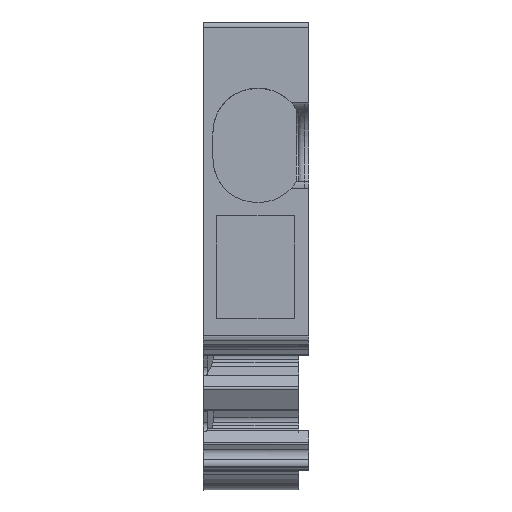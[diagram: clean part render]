
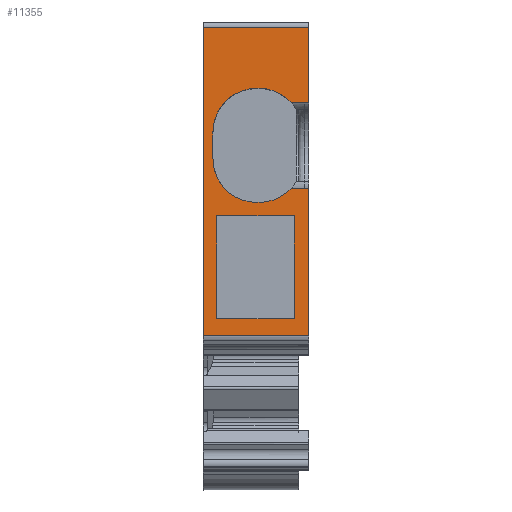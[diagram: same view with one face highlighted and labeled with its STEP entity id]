
A CAD part, top view. The second image highlights one B-rep face of the part: STEP entity #11355.
In plain terms, the highlighted planar face has unit normal (0, 0, 1).
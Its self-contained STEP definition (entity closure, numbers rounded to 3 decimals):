
#11205=AXIS2_PLACEMENT_3D('Plane Axis2P3D',#11202,#11203,#11204) ;
#11209=AXIS2_PLACEMENT_3D('Circle Axis2P3D',#11207,#11208,$) ;
#11225=AXIS2_PLACEMENT_3D('Circle Axis2P3D',#11223,#11224,$) ;
#11232=AXIS2_PLACEMENT_3D('Circle Axis2P3D',#11230,#11231,$) ;
#11246=AXIS2_PLACEMENT_3D('Circle Axis2P3D',#11244,#11245,$) ;
#11284=AXIS2_PLACEMENT_3D('Circle Axis2P3D',#11282,#11283,$) ;
#11298=AXIS2_PLACEMENT_3D('Circle Axis2P3D',#11296,#11297,$) ;
#7713=CARTESIAN_POINT('Vertex',(0.,7.434,40.75)) ;
#7716=CARTESIAN_POINT('Line Origine',(0.,14.867,40.75)) ;
#7720=CARTESIAN_POINT('Vertex',(0.,22.3,40.75)) ;
#9043=CARTESIAN_POINT('Vertex',(5.1,22.3,40.75)) ;
#9046=CARTESIAN_POINT('Line Origine',(5.1,20.487,40.75)) ;
#9050=CARTESIAN_POINT('Vertex',(5.1,18.675,40.75)) ;
#9109=CARTESIAN_POINT('Vertex',(5.1,14.525,40.75)) ;
#9112=CARTESIAN_POINT('Line Origine',(5.1,10.979,40.75)) ;
#9116=CARTESIAN_POINT('Vertex',(5.1,7.434,40.75)) ;
#11189=CARTESIAN_POINT('Line Origine',(2.55,7.434,40.75)) ;
#11202=CARTESIAN_POINT('Axis2P3D Location',(0.,22.3,40.75)) ;
#11207=CARTESIAN_POINT('Axis2P3D Location',(2.575,15.95,40.75)) ;
#11211=CARTESIAN_POINT('Vertex',(0.475,15.95,40.75)) ;
#11213=CARTESIAN_POINT('Vertex',(1.032,14.525,40.75)) ;
#11216=CARTESIAN_POINT('Line Origine',(0.475,16.6,40.75)) ;
#11220=CARTESIAN_POINT('Vertex',(0.475,17.25,40.75)) ;
#11223=CARTESIAN_POINT('Axis2P3D Location',(2.575,17.25,40.75)) ;
#11227=CARTESIAN_POINT('Vertex',(1.032,18.675,40.75)) ;
#11230=CARTESIAN_POINT('Axis2P3D Location',(2.575,17.25,40.75)) ;
#11234=CARTESIAN_POINT('Vertex',(2.575,19.35,40.75)) ;
#11237=CARTESIAN_POINT('Line Origine',(2.637,19.35,40.75)) ;
#11241=CARTESIAN_POINT('Vertex',(2.7,19.35,40.75)) ;
#11244=CARTESIAN_POINT('Axis2P3D Location',(2.7,17.25,40.75)) ;
#11248=CARTESIAN_POINT('Vertex',(4.243,18.675,40.75)) ;
#11251=CARTESIAN_POINT('Line Origine',(4.571,18.675,40.75)) ;
#11255=CARTESIAN_POINT('Vertex',(4.9,18.675,40.75)) ;
#11258=CARTESIAN_POINT('Line Origine',(5.,18.675,40.75)) ;
#11263=CARTESIAN_POINT('Line Origine',(2.55,22.3,40.75)) ;
#11268=CARTESIAN_POINT('Line Origine',(5.,14.525,40.75)) ;
#11272=CARTESIAN_POINT('Vertex',(4.9,14.525,40.75)) ;
#11275=CARTESIAN_POINT('Line Origine',(4.571,14.525,40.75)) ;
#11279=CARTESIAN_POINT('Vertex',(4.243,14.525,40.75)) ;
#11282=CARTESIAN_POINT('Axis2P3D Location',(2.7,15.95,40.75)) ;
#11286=CARTESIAN_POINT('Vertex',(2.7,13.85,40.75)) ;
#11289=CARTESIAN_POINT('Line Origine',(2.637,13.85,40.75)) ;
#11293=CARTESIAN_POINT('Vertex',(2.575,13.85,40.75)) ;
#11296=CARTESIAN_POINT('Axis2P3D Location',(2.575,15.95,40.75)) ;
#11321=CARTESIAN_POINT('Line Origine',(2.525,8.245,40.75)) ;
#11325=CARTESIAN_POINT('Vertex',(0.65,8.245,40.75)) ;
#11327=CARTESIAN_POINT('Vertex',(4.4,8.245,40.75)) ;
#11330=CARTESIAN_POINT('Line Origine',(0.65,10.725,40.75)) ;
#11334=CARTESIAN_POINT('Vertex',(0.65,13.204,40.75)) ;
#11337=CARTESIAN_POINT('Line Origine',(2.525,13.204,40.75)) ;
#11341=CARTESIAN_POINT('Vertex',(4.4,13.204,40.75)) ;
#11344=CARTESIAN_POINT('Line Origine',(4.4,10.725,40.75)) ;
#7717=DIRECTION('Vector Direction',(0.,-1.,0.)) ;
#9047=DIRECTION('Vector Direction',(0.,-1.,0.)) ;
#9113=DIRECTION('Vector Direction',(0.,-1.,0.)) ;
#11190=DIRECTION('Vector Direction',(1.,0.,0.)) ;
#11203=DIRECTION('Axis2P3D Direction',(0.,0.,1.)) ;
#11204=DIRECTION('Axis2P3D XDirection',(0.,-1.,0.)) ;
#11208=DIRECTION('Axis2P3D Direction',(0.,0.,1.)) ;
#11217=DIRECTION('Vector Direction',(0.,-1.,0.)) ;
#11224=DIRECTION('Axis2P3D Direction',(0.,0.,1.)) ;
#11231=DIRECTION('Axis2P3D Direction',(0.,0.,1.)) ;
#11238=DIRECTION('Vector Direction',(-1.,0.,0.)) ;
#11245=DIRECTION('Axis2P3D Direction',(0.,0.,1.)) ;
#11252=DIRECTION('Vector Direction',(-1.,0.,0.)) ;
#11259=DIRECTION('Vector Direction',(1.,0.,0.)) ;
#11264=DIRECTION('Vector Direction',(1.,0.,0.)) ;
#11269=DIRECTION('Vector Direction',(1.,0.,0.)) ;
#11276=DIRECTION('Vector Direction',(-1.,0.,0.)) ;
#11283=DIRECTION('Axis2P3D Direction',(0.,0.,1.)) ;
#11290=DIRECTION('Vector Direction',(1.,0.,0.)) ;
#11297=DIRECTION('Axis2P3D Direction',(0.,0.,1.)) ;
#11322=DIRECTION('Vector Direction',(1.,0.,0.)) ;
#11331=DIRECTION('Vector Direction',(0.,-1.,0.)) ;
#11338=DIRECTION('Vector Direction',(1.,0.,0.)) ;
#11345=DIRECTION('Vector Direction',(0.,-1.,0.)) ;
#7718=VECTOR('Line Direction',#7717,1.) ;
#9048=VECTOR('Line Direction',#9047,1.) ;
#9114=VECTOR('Line Direction',#9113,1.) ;
#11191=VECTOR('Line Direction',#11190,1.) ;
#11218=VECTOR('Line Direction',#11217,1.) ;
#11239=VECTOR('Line Direction',#11238,1.) ;
#11253=VECTOR('Line Direction',#11252,1.) ;
#11260=VECTOR('Line Direction',#11259,1.) ;
#11265=VECTOR('Line Direction',#11264,1.) ;
#11270=VECTOR('Line Direction',#11269,1.) ;
#11277=VECTOR('Line Direction',#11276,1.) ;
#11291=VECTOR('Line Direction',#11290,1.) ;
#11323=VECTOR('Line Direction',#11322,1.) ;
#11332=VECTOR('Line Direction',#11331,1.) ;
#11339=VECTOR('Line Direction',#11338,1.) ;
#11346=VECTOR('Line Direction',#11345,1.) ;
#11302=ORIENTED_EDGE('',*,*,#11215,.F.) ;
#11303=ORIENTED_EDGE('',*,*,#11222,.F.) ;
#11304=ORIENTED_EDGE('',*,*,#11229,.F.) ;
#11305=ORIENTED_EDGE('',*,*,#11236,.F.) ;
#11306=ORIENTED_EDGE('',*,*,#11243,.F.) ;
#11307=ORIENTED_EDGE('',*,*,#11250,.F.) ;
#11308=ORIENTED_EDGE('',*,*,#11257,.F.) ;
#11309=ORIENTED_EDGE('',*,*,#11262,.T.) ;
#11310=ORIENTED_EDGE('',*,*,#9052,.F.) ;
#11311=ORIENTED_EDGE('',*,*,#11267,.F.) ;
#11312=ORIENTED_EDGE('',*,*,#7722,.T.) ;
#11313=ORIENTED_EDGE('',*,*,#11193,.T.) ;
#11314=ORIENTED_EDGE('',*,*,#9118,.F.) ;
#11315=ORIENTED_EDGE('',*,*,#11274,.F.) ;
#11316=ORIENTED_EDGE('',*,*,#11281,.T.) ;
#11317=ORIENTED_EDGE('',*,*,#11288,.F.) ;
#11318=ORIENTED_EDGE('',*,*,#11295,.F.) ;
#11319=ORIENTED_EDGE('',*,*,#11300,.F.) ;
#11350=ORIENTED_EDGE('',*,*,#11329,.F.) ;
#11351=ORIENTED_EDGE('',*,*,#11336,.F.) ;
#11352=ORIENTED_EDGE('',*,*,#11343,.F.) ;
#11353=ORIENTED_EDGE('',*,*,#11348,.F.) ;
#11354=FACE_BOUND('',#11349,.T.) ;
#11355=ADVANCED_FACE('V1',(#11320,#11354),#11206,.T.) ;
#11210=CIRCLE('generated circle',#11209,2.1) ;
#11226=CIRCLE('generated circle',#11225,2.1) ;
#11233=CIRCLE('generated circle',#11232,2.1) ;
#11247=CIRCLE('generated circle',#11246,2.1) ;
#11285=CIRCLE('generated circle',#11284,2.1) ;
#11299=CIRCLE('generated circle',#11298,2.1) ;
#7722=EDGE_CURVE('',#7721,#7714,#7719,.T.) ;
#9052=EDGE_CURVE('',#9044,#9051,#9049,.T.) ;
#9118=EDGE_CURVE('',#9110,#9117,#9115,.T.) ;
#11193=EDGE_CURVE('',#7714,#9117,#11192,.T.) ;
#11215=EDGE_CURVE('',#11212,#11214,#11210,.T.) ;
#11222=EDGE_CURVE('',#11221,#11212,#11219,.T.) ;
#11229=EDGE_CURVE('',#11228,#11221,#11226,.T.) ;
#11236=EDGE_CURVE('',#11235,#11228,#11233,.T.) ;
#11243=EDGE_CURVE('',#11242,#11235,#11240,.T.) ;
#11250=EDGE_CURVE('',#11249,#11242,#11247,.T.) ;
#11257=EDGE_CURVE('',#11256,#11249,#11254,.T.) ;
#11262=EDGE_CURVE('',#11256,#9051,#11261,.T.) ;
#11267=EDGE_CURVE('',#7721,#9044,#11266,.T.) ;
#11274=EDGE_CURVE('',#11273,#9110,#11271,.T.) ;
#11281=EDGE_CURVE('',#11273,#11280,#11278,.T.) ;
#11288=EDGE_CURVE('',#11287,#11280,#11285,.T.) ;
#11295=EDGE_CURVE('',#11294,#11287,#11292,.T.) ;
#11300=EDGE_CURVE('',#11214,#11294,#11299,.T.) ;
#11329=EDGE_CURVE('',#11326,#11328,#11324,.T.) ;
#11336=EDGE_CURVE('',#11335,#11326,#11333,.T.) ;
#11343=EDGE_CURVE('',#11342,#11335,#11340,.F.) ;
#11348=EDGE_CURVE('',#11328,#11342,#11347,.F.) ;
#11301=EDGE_LOOP('',(#11302,#11303,#11304,#11305,#11306,#11307,#11308,#11309,#11310,#11311,#11312,#11313,#11314,#11315,#11316,#11317,#11318,#11319)) ;
#11349=EDGE_LOOP('',(#11350,#11351,#11352,#11353)) ;
#11320=FACE_OUTER_BOUND('',#11301,.T.) ;
#7719=LINE('Line',#7716,#7718) ;
#9049=LINE('Line',#9046,#9048) ;
#9115=LINE('Line',#9112,#9114) ;
#11192=LINE('Line',#11189,#11191) ;
#11219=LINE('Line',#11216,#11218) ;
#11240=LINE('Line',#11237,#11239) ;
#11254=LINE('Line',#11251,#11253) ;
#11261=LINE('Line',#11258,#11260) ;
#11266=LINE('Line',#11263,#11265) ;
#11271=LINE('Line',#11268,#11270) ;
#11278=LINE('Line',#11275,#11277) ;
#11292=LINE('Line',#11289,#11291) ;
#11324=LINE('Line',#11321,#11323) ;
#11333=LINE('Line',#11330,#11332) ;
#11340=LINE('Line',#11337,#11339) ;
#11347=LINE('Line',#11344,#11346) ;
#11206=PLANE('',#11205) ;
#7714=VERTEX_POINT('',#7713) ;
#7721=VERTEX_POINT('',#7720) ;
#9044=VERTEX_POINT('',#9043) ;
#9051=VERTEX_POINT('',#9050) ;
#9110=VERTEX_POINT('',#9109) ;
#9117=VERTEX_POINT('',#9116) ;
#11212=VERTEX_POINT('',#11211) ;
#11214=VERTEX_POINT('',#11213) ;
#11221=VERTEX_POINT('',#11220) ;
#11228=VERTEX_POINT('',#11227) ;
#11235=VERTEX_POINT('',#11234) ;
#11242=VERTEX_POINT('',#11241) ;
#11249=VERTEX_POINT('',#11248) ;
#11256=VERTEX_POINT('',#11255) ;
#11273=VERTEX_POINT('',#11272) ;
#11280=VERTEX_POINT('',#11279) ;
#11287=VERTEX_POINT('',#11286) ;
#11294=VERTEX_POINT('',#11293) ;
#11326=VERTEX_POINT('',#11325) ;
#11328=VERTEX_POINT('',#11327) ;
#11335=VERTEX_POINT('',#11334) ;
#11342=VERTEX_POINT('',#11341) ;
